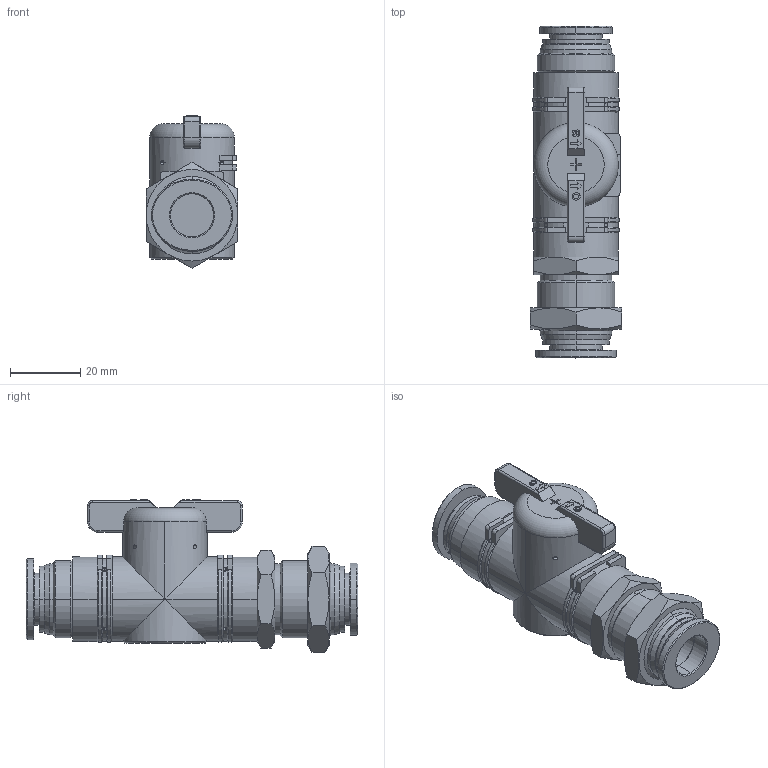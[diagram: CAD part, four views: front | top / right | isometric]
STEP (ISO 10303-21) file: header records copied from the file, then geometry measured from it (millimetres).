
FILE_DESCRIPTION((''),'2;1');
FILE_NAME('BM601212-mdt.stp','2017-07-24T19:22:38',(''),(''),'Mechanical Desktop 2009','Mechanical Desktop 2009',', , ');
FILE_SCHEMA(('CONFIG_CONTROL_DESIGN'));
Length unit declared in the file: millimetre
Products named in the file (8): BM601212-MDTA; BM601212-MDT; BC12-60; COLLAR-12C; BM60-12; COLLAR-10C; BOLT-M3; HA
Assembly tree (9 placements, depth 3):
  BM601212-MDTA
    BM601212-MDT
    BC12-60
      COLLAR-12C
    BM60-12  x2
      COLLAR-10C
      COLLAR-12C
    BOLT-M3
    HA
Bounding box: 26 x 94.2 x 43.21 mm (x, y, z)
Volume: 44657.4 mm3; surface area: 13126.8 mm2
Topology: 1 solids, 3 shells, 439 faces, 1090 edges, 687 vertices
Faces by surface type: plane 237, cylinder 114, cone 56, torus 22, bspline 10
Entity records: 14999 total; most frequent: CARTESIAN_POINT 4522, ORIENTED_EDGE 2176, DIRECTION 2114, EDGE_CURVE 1088, AXIS2_PLACEMENT_3D 719, VERTEX_POINT 687, VECTOR 676, LINE 676
